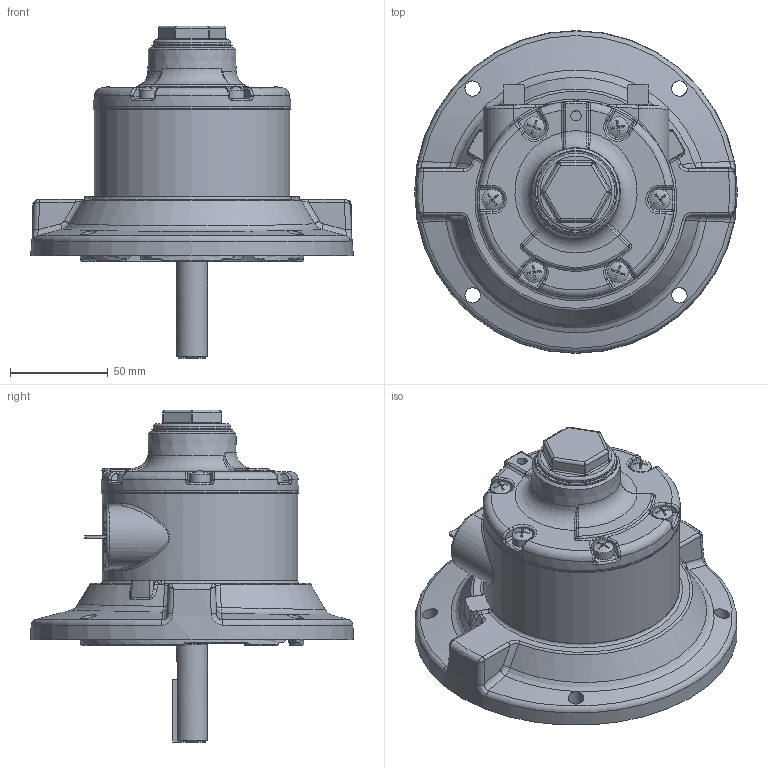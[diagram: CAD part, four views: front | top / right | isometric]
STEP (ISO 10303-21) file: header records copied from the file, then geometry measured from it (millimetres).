
FILE_DESCRIPTION (( 'STEP AP214' ), '1' );
FILE_NAME ('4AM-NRV-50C.STEP', '2025-05-05T17:26:28', ( '' ), ( '' ), 'SwSTEP 2.0', 'SolidWorks 2023', '' );
FILE_SCHEMA (( 'AUTOMOTIVE_DESIGN' ));
Length unit declared in the file: inch
Products named in the file (21): BB631; AM410; AM455A; AA299J; AG707; AB136; AM307D; AE451A; 4AM-NRV-50C; AC728
Assembly tree (21 placements, depth 2):
  4AM-NRV-50C
    AE451A  x2
    AC728
    AA299J
    AG707
    AM410
    BB631
    BB631
    BB631
    BB631
    BB631
    BB631
    BB631
    AM307D
    AM455A
    BB631
    BB631
    BB631
    BB631
    BB631
    AB136
Bounding box: 164.99 x 164.99 x 169.7 mm (x, y, z)
Volume: 538087.9 mm3; surface area: 160121.5 mm2
Topology: 30 solids, 31 shells, 1169 faces, 2927 edges, 1797 vertices
Faces by surface type: cylinder 320, plane 307, bspline 246, cone 149, torus 123, sphere 24
Full cylindrical faces by diameter (mm): 3.175 x1, 5.334 x1, 5.41 x6, 6.35 x12, 7.112 x6, 7.874 x4, 8.357 x2, 10.516 x12, 10.541 x2, 11.176 x2, 12.695 x1, 12.7 x6, 15.469 x2, 15.871 x2, 16.688 x2, 17.005 x1, 17.475 x1, 19.045 x2, 25.643 x2, 31.242 x1, 31.75 x1, 31.993 x1, 33.274 x1, 33.325 x1, 35.052 x1, 35.958 x2, 39.624 x1, 40.01 x1, 40.772 x1, 41.275 x1
Entity records: 46156 total; most frequent: CARTESIAN_POINT 20343, ORIENTED_EDGE 5216, DIRECTION 4724, EDGE_CURVE 2608, AXIS2_PLACEMENT_3D 2099, VERTEX_POINT 1678, EDGE_LOOP 1380, FACE_OUTER_BOUND 1259
